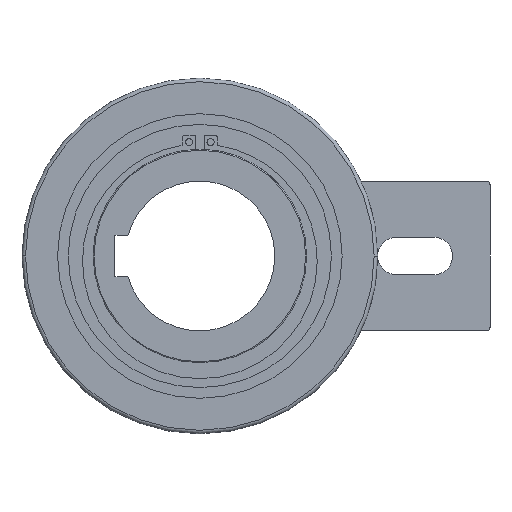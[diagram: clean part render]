
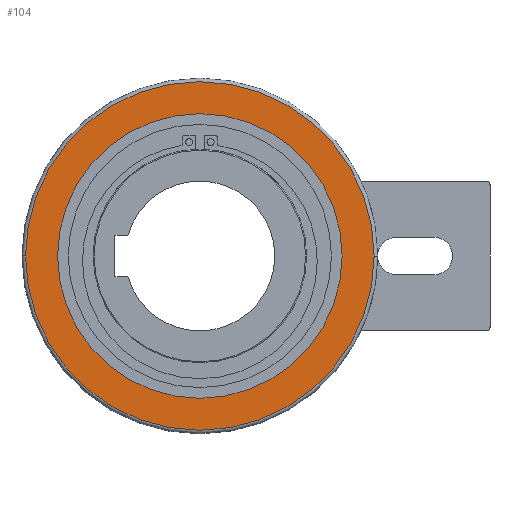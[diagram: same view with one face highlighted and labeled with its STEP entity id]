
A CAD part, left-side view. The second image highlights one B-rep face of the part: STEP entity #104.
In plain terms, the highlighted planar face has unit normal (-1, 0, 0).
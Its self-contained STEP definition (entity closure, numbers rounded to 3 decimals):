
#104=ADVANCED_FACE('',(#251,#252),#253,.T.);
#251=FACE_OUTER_BOUND('',#429,.T.);
#252=FACE_BOUND('',#430,.T.);
#253=PLANE('',#431);
#429=EDGE_LOOP('',(#948,#949,#950));
#430=EDGE_LOOP('',(#951,#952));
#431=AXIS2_PLACEMENT_3D('',#953,#954,#955);
#948=ORIENTED_EDGE('',*,*,#1288,.T.);
#949=ORIENTED_EDGE('',*,*,#1238,.T.);
#950=ORIENTED_EDGE('',*,*,#1289,.T.);
#951=ORIENTED_EDGE('',*,*,#1207,.T.);
#952=ORIENTED_EDGE('',*,*,#1333,.T.);
#953=CARTESIAN_POINT('',(-22.4,0.,0.));
#954=DIRECTION('',(-1.0,0.,0.));
#955=DIRECTION('',(0.,1.0,0.));
#1207=EDGE_CURVE('',#1462,#1459,#1463,.T.);
#1238=EDGE_CURVE('',#1517,#1519,#1521,.T.);
#1288=EDGE_CURVE('',#1601,#1517,#1602,.T.);
#1289=EDGE_CURVE('',#1519,#1601,#1603,.T.);
#1333=EDGE_CURVE('',#1459,#1462,#1668,.T.);
#1459=VERTEX_POINT('',#1833);
#1462=VERTEX_POINT('',#1837);
#1463=CIRCLE('',#1838,76.0);
#1517=VERTEX_POINT('',#1904);
#1519=VERTEX_POINT('',#1906);
#1521=CIRCLE('',#1908,93.1);
#1601=VERTEX_POINT('',#2019);
#1602=CIRCLE('',#2020,93.1);
#1603=CIRCLE('',#2021,93.1);
#1668=CIRCLE('',#2107,76.0);
#1833=CARTESIAN_POINT('',(-22.4,76.0,0.));
#1837=CARTESIAN_POINT('',(-22.4,-76.0,0.));
#1838=AXIS2_PLACEMENT_3D('',#2287,#2288,#2289);
#1904=CARTESIAN_POINT('',(-22.4,93.1,0.));
#1906=CARTESIAN_POINT('',(-22.4,-93.1,0.));
#1908=AXIS2_PLACEMENT_3D('',#2356,#2357,#2358);
#2019=CARTESIAN_POINT('',(-22.4,0.,93.1));
#2020=AXIS2_PLACEMENT_3D('',#2444,#2445,#2446);
#2021=AXIS2_PLACEMENT_3D('',#2447,#2448,#2449);
#2107=AXIS2_PLACEMENT_3D('',#2537,#2538,#2539);
#2287=CARTESIAN_POINT('',(-22.4,0.,0.));
#2288=DIRECTION('',(1.0,0.,0.));
#2289=DIRECTION('',(0.,1.0,0.));
#2356=CARTESIAN_POINT('',(-22.4,0.,0.));
#2357=DIRECTION('',(-1.0,0.,0.));
#2358=DIRECTION('',(0.0,0.,1.0));
#2444=CARTESIAN_POINT('',(-22.4,0.,0.));
#2445=DIRECTION('',(-1.0,0.,0.));
#2446=DIRECTION('',(0.0,0.,1.0));
#2447=CARTESIAN_POINT('',(-22.4,0.,0.));
#2448=DIRECTION('',(-1.0,0.,0.));
#2449=DIRECTION('',(0.0,0.,1.0));
#2537=CARTESIAN_POINT('',(-22.4,0.,0.));
#2538=DIRECTION('',(1.0,0.,0.));
#2539=DIRECTION('',(0.,1.0,0.));
